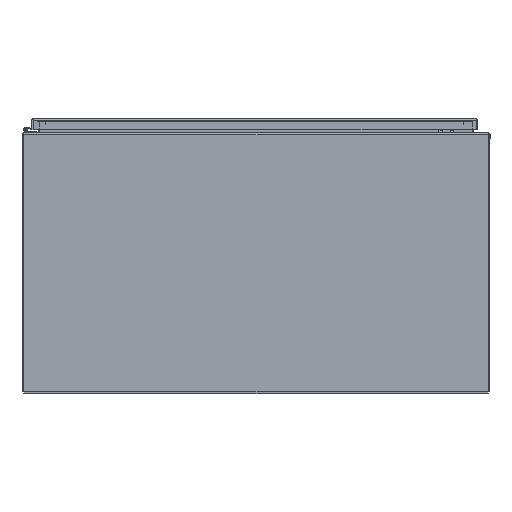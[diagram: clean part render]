
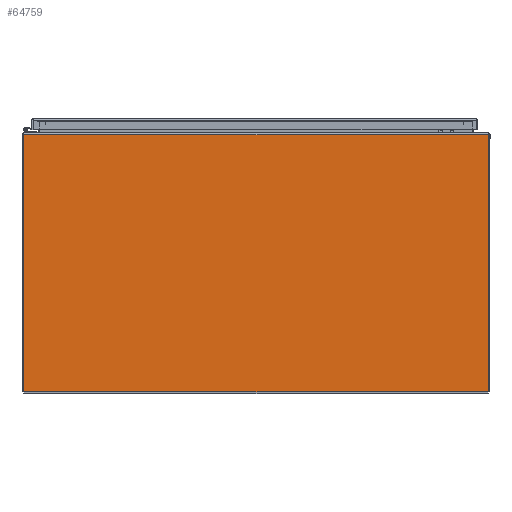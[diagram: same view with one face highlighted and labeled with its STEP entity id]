
A CAD part, front view. The second image highlights one B-rep face of the part: STEP entity #64759.
In plain terms, the highlighted face is planar.
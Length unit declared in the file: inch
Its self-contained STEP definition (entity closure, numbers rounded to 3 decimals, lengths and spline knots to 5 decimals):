
#1965 = CARTESIAN_POINT ( 'NONE',  ( 17.9375, 10., 0.125 ) ) ;
#2092 = DIRECTION ( 'NONE',  ( 0., -1., 0. ) ) ;
#2781 = CARTESIAN_POINT ( 'NONE',  ( 17.9375, 10., 0.125 ) ) ;
#3057 = LINE ( 'NONE', #115004, #202837 ) ;
#6098 = CARTESIAN_POINT ( 'NONE',  ( 17.9375, -9.84375, 0.125 ) ) ;
#14611 = CARTESIAN_POINT ( 'NONE',  ( -17.9375, 10., 0.125 ) ) ;
#19185 = CARTESIAN_POINT ( 'NONE',  ( -17.9375, 10., 0.125 ) ) ;
#20372 = DIRECTION ( 'NONE',  ( 0., 1., 0. ) ) ;
#37129 = CARTESIAN_POINT ( 'NONE',  ( -8.96875, -9.84375, 0.125 ) ) ;
#38683 = LINE ( 'NONE', #2781, #122678 ) ;
#44356 = VERTEX_POINT ( 'NONE', #1965 ) ;
#49443 = ORIENTED_EDGE ( 'NONE', *, *, #111830, .T. ) ;
#49763 = VECTOR ( 'NONE', #109335, 39.37008 ) ;
#54598 = LINE ( 'NONE', #14611, #49763 ) ;
#64287 = VECTOR ( 'NONE', #115142, 39.37008 ) ;
#64759 = ADVANCED_FACE ( 'NONE', ( #147952 ), #190507, .T. ) ;
#93491 = VERTEX_POINT ( 'NONE', #6098 ) ;
#96641 = EDGE_LOOP ( 'NONE', ( #49443, #183217, #169299, #137619 ) ) ;
#109335 = DIRECTION ( 'NONE',  ( 1., 0., 0. ) ) ;
#111830 = EDGE_CURVE ( 'NONE', #187799, #93491, #184733, .T. ) ;
#114230 = EDGE_CURVE ( 'NONE', #140965, #44356, #54598, .T. ) ;
#115004 = CARTESIAN_POINT ( 'NONE',  ( -17.9375, -10., 0.125 ) ) ;
#115142 = DIRECTION ( 'NONE',  ( 1., 0., 0. ) ) ;
#117155 = EDGE_CURVE ( 'NONE', #44356, #93491, #38683, .T. ) ;
#122678 = VECTOR ( 'NONE', #2092, 39.37008 ) ;
#137619 = ORIENTED_EDGE ( 'NONE', *, *, #146093, .F. ) ;
#140965 = VERTEX_POINT ( 'NONE', #19185 ) ;
#146093 = EDGE_CURVE ( 'NONE', #187799, #140965, #3057, .T. ) ;
#147952 = FACE_OUTER_BOUND ( 'NONE', #96641, .T. ) ;
#156152 = CARTESIAN_POINT ( 'NONE',  ( -17.9375, -9.84375, 0.125 ) ) ;
#169299 = ORIENTED_EDGE ( 'NONE', *, *, #114230, .F. ) ;
#176077 = AXIS2_PLACEMENT_3D ( 'NONE', #189152, #188900, #188718 ) ;
#183217 = ORIENTED_EDGE ( 'NONE', *, *, #117155, .F. ) ;
#184733 = LINE ( 'NONE', #37129, #64287 ) ;
#187799 = VERTEX_POINT ( 'NONE', #156152 ) ;
#188718 = DIRECTION ( 'NONE',  ( 1., 0., 0. ) ) ;
#188900 = DIRECTION ( 'NONE',  ( 0., 0., 1. ) ) ;
#189152 = CARTESIAN_POINT ( 'NONE',  ( 0., 0., 0.125 ) ) ;
#190507 = PLANE ( 'NONE',  #176077 ) ;
#202837 = VECTOR ( 'NONE', #20372, 39.37008 ) ;
